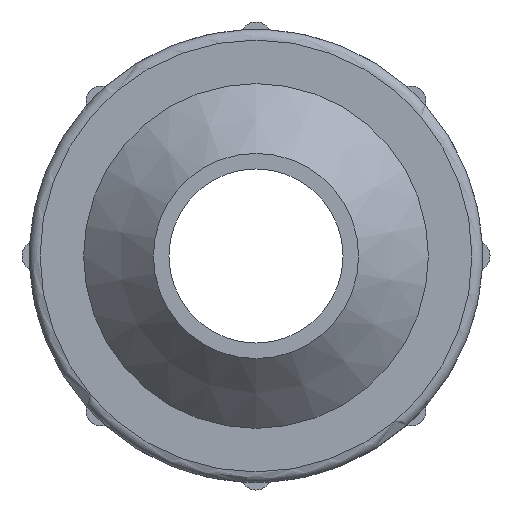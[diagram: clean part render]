
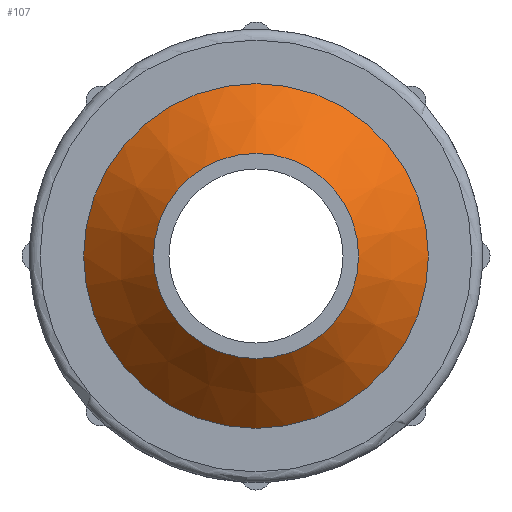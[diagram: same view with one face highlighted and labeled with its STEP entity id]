
A CAD part, left-side view. The second image highlights one B-rep face of the part: STEP entity #107.
In plain terms, the highlighted conical face has half-angle 45 degrees and reference radius 21 mm.
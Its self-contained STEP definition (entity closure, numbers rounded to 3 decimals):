
#107 = ADVANCED_FACE( '', ( #191, #192 ), #193, .T. );
#191 = FACE_BOUND( '', #285, .T. );
#192 = FACE_OUTER_BOUND( '', #286, .T. );
#193 = CONICAL_SURFACE( '', #287, 21., 0.785 );
#285 = EDGE_LOOP( '', ( #542 ) );
#286 = EDGE_LOOP( '', ( #543 ) );
#287 = AXIS2_PLACEMENT_3D( '', #544, #545, #546 );
#542 = ORIENTED_EDGE( '', *, *, #633, .T. );
#543 = ORIENTED_EDGE( '', *, *, #694, .F. );
#544 = CARTESIAN_POINT( '', ( 45., 0., 0. ) );
#545 = DIRECTION( '', ( 1., 0., 0. ) );
#546 = DIRECTION( '', ( 0., 0., -1. ) );
#633 = EDGE_CURVE( '', #744, #744, #745, .T. );
#694 = EDGE_CURVE( '', #837, #837, #838, .T. );
#744 = VERTEX_POINT( '', #964 );
#745 = CIRCLE( '', #965, 12.5 );
#837 = VERTEX_POINT( '', #1075 );
#838 = CIRCLE( '', #1076, 21. );
#964 = CARTESIAN_POINT( '', ( 36.5, 0., -12.5 ) );
#965 = AXIS2_PLACEMENT_3D( '', #1129, #1130, #1131 );
#1075 = CARTESIAN_POINT( '', ( 45., 0., -21. ) );
#1076 = AXIS2_PLACEMENT_3D( '', #1276, #1277, #1278 );
#1129 = CARTESIAN_POINT( '', ( 36.5, 0., 0. ) );
#1130 = DIRECTION( '', ( 1., 0., 0. ) );
#1131 = DIRECTION( '', ( 0., 0., -1. ) );
#1276 = CARTESIAN_POINT( '', ( 45., 0., 0. ) );
#1277 = DIRECTION( '', ( 1., 0., 0. ) );
#1278 = DIRECTION( '', ( 0., 0., -1. ) );
